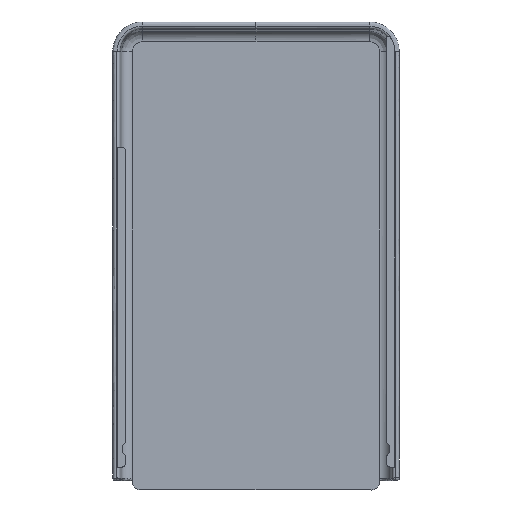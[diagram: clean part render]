
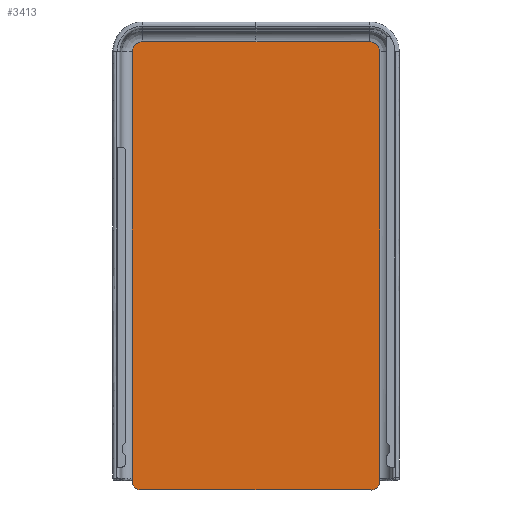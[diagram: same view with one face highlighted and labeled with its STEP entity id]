
A CAD part, top view. The second image highlights one B-rep face of the part: STEP entity #3413.
In plain terms, the highlighted planar face has unit normal (0, 0, 1).
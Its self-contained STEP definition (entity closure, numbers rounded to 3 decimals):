
#409 = CARTESIAN_POINT ( 'NONE',  ( -21.57, 81.359, -4.473 ) ) ;
#553 = EDGE_CURVE ( 'NONE', #1596, #3406, #3795, .T. ) ;
#633 = EDGE_CURVE ( 'NONE', #1572, #7141, #5877, .T. ) ;
#671 = ORIENTED_EDGE ( 'NONE', *, *, #1540, .T. ) ;
#751 = AXIS2_PLACEMENT_3D ( 'NONE', #6474, #4352, #3712 ) ;
#834 = DIRECTION ( 'NONE',  ( -1., 0., 0. ) ) ;
#933 = CARTESIAN_POINT ( 'NONE',  ( 23.068, 0.299, -4.473 ) ) ;
#937 = CARTESIAN_POINT ( 'NONE',  ( 21.928, 81.368, -4.473 ) ) ;
#946 = CARTESIAN_POINT ( 'NONE',  ( 21.111, 0.299, -4.473 ) ) ;
#959 = CARTESIAN_POINT ( 'NONE',  ( -21.94, 80.982, -4.473 ) ) ;
#1028 = CARTESIAN_POINT ( 'NONE',  ( -22.111, 80.672, -4.473 ) ) ;
#1067 = CARTESIAN_POINT ( 'NONE',  ( -21.273, 81.544, -4.473 ) ) ;
#1099 = DIRECTION ( 'NONE',  ( 0., 0., 1. ) ) ;
#1109 = ORIENTED_EDGE ( 'NONE', *, *, #5081, .T. ) ;
#1204 = CARTESIAN_POINT ( 'NONE',  ( -20.479, 81.726, -4.473 ) ) ;
#1319 = FACE_OUTER_BOUND ( 'NONE', #6335, .T. ) ;
#1376 = CARTESIAN_POINT ( 'NONE',  ( 23.068, 81.726, -4.473 ) ) ;
#1540 = EDGE_CURVE ( 'NONE', #4992, #6133, #6346, .T. ) ;
#1572 = VERTEX_POINT ( 'NONE', #4762 ) ;
#1596 = VERTEX_POINT ( 'NONE', #1204 ) ;
#1606 = CARTESIAN_POINT ( 'NONE',  ( -21.376, 81.489, -4.473 ) ) ;
#1673 = DIRECTION ( 'NONE',  ( 1., 0., 0. ) ) ;
#1686 = ORIENTED_EDGE ( 'NONE', *, *, #2419, .T. ) ;
#1769 = DIRECTION ( 'NONE',  ( 0., 1., 0. ) ) ;
#1811 = CARTESIAN_POINT ( 'NONE',  ( 22.619, 79.935, -4.473 ) ) ;
#1889 = CARTESIAN_POINT ( 'NONE',  ( 22.574, 80.399, -4.473 ) ) ;
#1927 = LINE ( 'NONE', #2011, #5800 ) ;
#1941 = ORIENTED_EDGE ( 'NONE', *, *, #4178, .T. ) ;
#1942 = LINE ( 'NONE', #4176, #4183 ) ;
#2011 = CARTESIAN_POINT ( 'NONE',  ( -22.269, -0.516, -4.473 ) ) ;
#2178 = VERTEX_POINT ( 'NONE', #946 ) ;
#2306 = CARTESIAN_POINT ( 'NONE',  ( 23.068, -0.516, -4.473 ) ) ;
#2318 = LINE ( 'NONE', #6740, #5815 ) ;
#2419 = EDGE_CURVE ( 'NONE', #7141, #2178, #5922, .T. ) ;
#2608 = DIRECTION ( 'NONE',  ( 1., 0., 0. ) ) ;
#2634 = CARTESIAN_POINT ( 'NONE',  ( -22.269, 80.165, -4.473 ) ) ;
#2645 = EDGE_CURVE ( 'NONE', #3406, #5292, #1927, .T. ) ;
#2673 = CARTESIAN_POINT ( 'NONE',  ( -22.085, 80.727, -4.473 ) ) ;
#2708 = CARTESIAN_POINT ( 'NONE',  ( -21.662, 81.283, -4.473 ) ) ;
#2794 = VECTOR ( 'NONE', #834, 1000. ) ;
#3043 = CARTESIAN_POINT ( 'NONE',  ( 20.829, 81.726, -4.473 ) ) ;
#3052 = ORIENTED_EDGE ( 'NONE', *, *, #6112, .T. ) ;
#3054 = CARTESIAN_POINT ( 'NONE',  ( 21.732, 81.498, -4.473 ) ) ;
#3187 = CARTESIAN_POINT ( 'NONE',  ( -22.03, 80.831, -4.473 ) ) ;
#3258 = AXIS2_PLACEMENT_3D ( 'NONE', #3259, #1099, #1673 ) ;
#3259 = CARTESIAN_POINT ( 'NONE',  ( 21.111, 1.806, -4.473 ) ) ;
#3315 = VERTEX_POINT ( 'NONE', #6414 ) ;
#3406 = VERTEX_POINT ( 'NONE', #6730 ) ;
#3413 = ADVANCED_FACE ( 'NONE', ( #1319 ), #6260, .T. ) ;
#3455 = DIRECTION ( 'NONE',  ( 1., 0., 0. ) ) ;
#3466 = LINE ( 'NONE', #6200, #4537 ) ;
#3493 = CARTESIAN_POINT ( 'NONE',  ( 22.619, 1.806, -4.473 ) ) ;
#3503 = VECTOR ( 'NONE', #4669, 1000. ) ;
#3603 = DIRECTION ( 'NONE',  ( -1., 0., 0. ) ) ;
#3629 = CIRCLE ( 'NONE', #3258, 1.508 ) ;
#3712 = DIRECTION ( 'NONE',  ( 1., 0., 0. ) ) ;
#3784 = CARTESIAN_POINT ( 'NONE',  ( -22.269, 79.935, -4.473 ) ) ;
#3795 = B_SPLINE_CURVE_WITH_KNOTS ( 'NONE', 3,
 ( #4282, #4246, #6438, #1067, #1606, #409, #2708, #4925, #959, #3187, #2673, #1028, #5420, #2634, #3784 ),
 .UNSPECIFIED., .F., .F.,
 ( 4, 2, 2, 2, 1, 2, 2, 4 ),
 ( 0., 0.25, 0.375, 0.5, 0.625, 0.687, 0.75, 1. ),
 .UNSPECIFIED. ) ;
#4101 = DIRECTION ( 'NONE',  ( 0., 0., 1. ) ) ;
#4176 = CARTESIAN_POINT ( 'NONE',  ( 23.068, 81.726, -4.473 ) ) ;
#4178 = EDGE_CURVE ( 'NONE', #5292, #1572, #4740, .T. ) ;
#4183 = VECTOR ( 'NONE', #3603, 1000. ) ;
#4246 = CARTESIAN_POINT ( 'NONE',  ( -20.715, 81.726, -4.473 ) ) ;
#4282 = CARTESIAN_POINT ( 'NONE',  ( -20.479, 81.726, -4.473 ) ) ;
#4306 = ORIENTED_EDGE ( 'NONE', *, *, #553, .T. ) ;
#4352 = DIRECTION ( 'NONE',  ( 0., 0., 1. ) ) ;
#4537 = VECTOR ( 'NONE', #5663, 1000. ) ;
#4669 = DIRECTION ( 'NONE',  ( 0., -1., 0. ) ) ;
#4694 = ORIENTED_EDGE ( 'NONE', *, *, #5907, .T. ) ;
#4739 = EDGE_CURVE ( 'NONE', #6133, #3315, #6355, .T. ) ;
#4740 = LINE ( 'NONE', #5869, #3503 ) ;
#4760 = CARTESIAN_POINT ( 'NONE',  ( 22.619, 2.384, -4.473 ) ) ;
#4762 = CARTESIAN_POINT ( 'NONE',  ( -22.269, 1.806, -4.473 ) ) ;
#4925 = CARTESIAN_POINT ( 'NONE',  ( -21.829, 81.117, -4.473 ) ) ;
#4992 = VERTEX_POINT ( 'NONE', #5046 ) ;
#5041 = EDGE_CURVE ( 'NONE', #5215, #4992, #2318, .T. ) ;
#5046 = CARTESIAN_POINT ( 'NONE',  ( 22.619, 79.935, -4.473 ) ) ;
#5081 = EDGE_CURVE ( 'NONE', #6029, #5215, #3466, .T. ) ;
#5187 = CARTESIAN_POINT ( 'NONE',  ( -20.761, 0.299, -4.473 ) ) ;
#5215 = VERTEX_POINT ( 'NONE', #4760 ) ;
#5217 = CARTESIAN_POINT ( 'NONE',  ( -22.269, 2.384, -4.473 ) ) ;
#5292 = VERTEX_POINT ( 'NONE', #5217 ) ;
#5344 = DIRECTION ( 'NONE',  ( 0., -1., 0. ) ) ;
#5364 = CARTESIAN_POINT ( 'NONE',  ( 21.293, 81.681, -4.473 ) ) ;
#5420 = CARTESIAN_POINT ( 'NONE',  ( -22.222, 80.404, -4.473 ) ) ;
#5663 = DIRECTION ( 'NONE',  ( 0., 1., 0. ) ) ;
#5800 = VECTOR ( 'NONE', #5344, 1000. ) ;
#5815 = VECTOR ( 'NONE', #1769, 1000. ) ;
#5839 = ORIENTED_EDGE ( 'NONE', *, *, #4739, .T. ) ;
#5848 = ORIENTED_EDGE ( 'NONE', *, *, #633, .T. ) ;
#5851 = CARTESIAN_POINT ( 'NONE',  ( 21.065, 81.726, -4.473 ) ) ;
#5869 = CARTESIAN_POINT ( 'NONE',  ( -22.269, -0.516, -4.473 ) ) ;
#5877 = CIRCLE ( 'NONE', #751, 1.508 ) ;
#5907 = EDGE_CURVE ( 'NONE', #2178, #6029, #3629, .T. ) ;
#5922 = LINE ( 'NONE', #933, #6948 ) ;
#6029 = VERTEX_POINT ( 'NONE', #3493 ) ;
#6112 = EDGE_CURVE ( 'NONE', #3315, #1596, #1942, .T. ) ;
#6133 = VERTEX_POINT ( 'NONE', #3043 ) ;
#6200 = CARTESIAN_POINT ( 'NONE',  ( 22.619, -0.516, -4.473 ) ) ;
#6260 = PLANE ( 'NONE',  #6954 ) ;
#6335 = EDGE_LOOP ( 'NONE', ( #4694, #1109, #6832, #671, #5839, #3052, #4306, #6633, #1941, #5848, #1686 ) ) ;
#6346 = B_SPLINE_CURVE_WITH_KNOTS ( 'NONE', 3,
 ( #1811, #6855, #1889, #6921, #6616, #937, #3054, #5364, #5851, #6997 ),
 .UNSPECIFIED., .F., .F.,
 ( 4, 2, 2, 2, 4 ),
 ( 0., 0.25, 0.5, 0.75, 1. ),
 .UNSPECIFIED. ) ;
#6355 = LINE ( 'NONE', #1376, #2794 ) ;
#6414 = CARTESIAN_POINT ( 'NONE',  ( 0.175, 81.726, -4.473 ) ) ;
#6438 = CARTESIAN_POINT ( 'NONE',  ( -20.943, 81.68, -4.473 ) ) ;
#6474 = CARTESIAN_POINT ( 'NONE',  ( -20.761, 1.806, -4.473 ) ) ;
#6616 = CARTESIAN_POINT ( 'NONE',  ( 22.264, 81.032, -4.473 ) ) ;
#6633 = ORIENTED_EDGE ( 'NONE', *, *, #2645, .T. ) ;
#6730 = CARTESIAN_POINT ( 'NONE',  ( -22.269, 79.935, -4.473 ) ) ;
#6740 = CARTESIAN_POINT ( 'NONE',  ( 22.619, -0.516, -4.473 ) ) ;
#6832 = ORIENTED_EDGE ( 'NONE', *, *, #5041, .T. ) ;
#6855 = CARTESIAN_POINT ( 'NONE',  ( 22.619, 80.17, -4.473 ) ) ;
#6921 = CARTESIAN_POINT ( 'NONE',  ( 22.392, 80.838, -4.473 ) ) ;
#6948 = VECTOR ( 'NONE', #2608, 1000. ) ;
#6954 = AXIS2_PLACEMENT_3D ( 'NONE', #2306, #4101, #3455 ) ;
#6997 = CARTESIAN_POINT ( 'NONE',  ( 20.829, 81.726, -4.473 ) ) ;
#7141 = VERTEX_POINT ( 'NONE', #5187 ) ;
